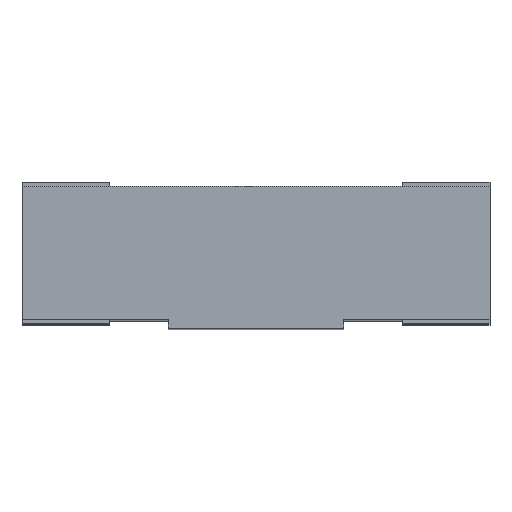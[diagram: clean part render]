
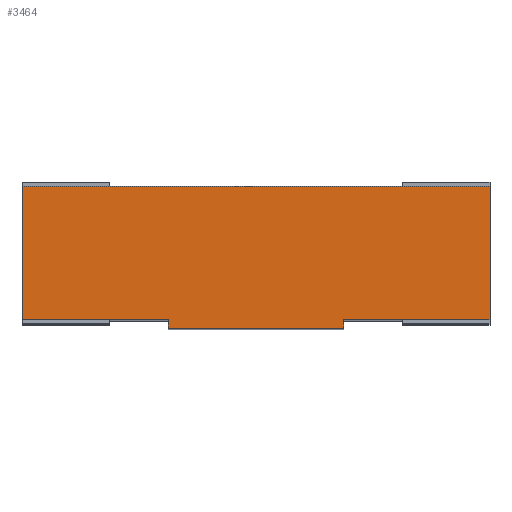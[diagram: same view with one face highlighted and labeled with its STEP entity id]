
A CAD part, top view. The second image highlights one B-rep face of the part: STEP entity #3464.
In plain terms, the highlighted planar face has unit normal (0, 0, 1).
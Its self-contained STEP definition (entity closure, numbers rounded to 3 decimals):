
#8 = VERTEX_POINT ( 'NONE', #1875 ) ;
#75 = ORIENTED_EDGE ( 'NONE', *, *, #2294, .T. ) ;
#125 = CARTESIAN_POINT ( 'NONE',  ( -0.3, -0.228, 3.2 ) ) ;
#215 = EDGE_CURVE ( 'NONE', #1721, #1488, #858, .T. ) ;
#270 = DIRECTION ( 'NONE',  ( 0., -1., 0. ) ) ;
#271 = ORIENTED_EDGE ( 'NONE', *, *, #215, .T. ) ;
#429 = ORIENTED_EDGE ( 'NONE', *, *, #3173, .T. ) ;
#495 = CARTESIAN_POINT ( 'NONE',  ( 0.3, -0.258, 3.2 ) ) ;
#619 = ORIENTED_EDGE ( 'NONE', *, *, #1751, .T. ) ;
#858 = LINE ( 'NONE', #3341, #3657 ) ;
#910 = LINE ( 'NONE', #2609, #2598 ) ;
#951 = LINE ( 'NONE', #3032, #4232 ) ;
#964 = LINE ( 'NONE', #3452, #3703 ) ;
#984 = EDGE_CURVE ( 'NONE', #3999, #2764, #964, .T. ) ;
#1072 = LINE ( 'NONE', #3880, #2374 ) ;
#1076 = VERTEX_POINT ( 'NONE', #4469 ) ;
#1313 = ORIENTED_EDGE ( 'NONE', *, *, #4380, .T. ) ;
#1370 = VECTOR ( 'NONE', #3329, 1000. ) ;
#1402 = CARTESIAN_POINT ( 'NONE',  ( 0.8, -0.228, 3.2 ) ) ;
#1488 = VERTEX_POINT ( 'NONE', #125 ) ;
#1626 = ORIENTED_EDGE ( 'NONE', *, *, #3163, .F. ) ;
#1689 = DIRECTION ( 'NONE',  ( -1., 0., 0. ) ) ;
#1700 = ORIENTED_EDGE ( 'NONE', *, *, #984, .F. ) ;
#1721 = VERTEX_POINT ( 'NONE', #4209 ) ;
#1751 = EDGE_CURVE ( 'NONE', #1488, #2764, #1072, .T. ) ;
#1875 = CARTESIAN_POINT ( 'NONE',  ( -0.8, 0.228, 3.2 ) ) ;
#1953 = DIRECTION ( 'NONE',  ( 0., 1., 0. ) ) ;
#1966 = CARTESIAN_POINT ( 'NONE',  ( 0.3, -0.228, 3.2 ) ) ;
#2044 = EDGE_LOOP ( 'NONE', ( #75, #2229, #429, #271, #619, #1700, #1626, #1313 ) ) ;
#2229 = ORIENTED_EDGE ( 'NONE', *, *, #4029, .T. ) ;
#2294 = EDGE_CURVE ( 'NONE', #2684, #3086, #3631, .T. ) ;
#2320 = CARTESIAN_POINT ( 'NONE',  ( 0.8, -0.228, 3.2 ) ) ;
#2374 = VECTOR ( 'NONE', #2916, 1000. ) ;
#2397 = PLANE ( 'NONE',  #2947 ) ;
#2553 = VECTOR ( 'NONE', #4418, 1000. ) ;
#2598 = VECTOR ( 'NONE', #3353, 1000. ) ;
#2609 = CARTESIAN_POINT ( 'NONE',  ( 0.8, 0.228, 3.2 ) ) ;
#2684 = VERTEX_POINT ( 'NONE', #1402 ) ;
#2764 = VERTEX_POINT ( 'NONE', #3507 ) ;
#2916 = DIRECTION ( 'NONE',  ( 0., -1., 0. ) ) ;
#2942 = DIRECTION ( 'NONE',  ( 1., 0., 0. ) ) ;
#2947 = AXIS2_PLACEMENT_3D ( 'NONE', #3752, #3050, #4130 ) ;
#3013 = FACE_OUTER_BOUND ( 'NONE', #2044, .T. ) ;
#3032 = CARTESIAN_POINT ( 'NONE',  ( -0.8, 0.228, 3.2 ) ) ;
#3050 = DIRECTION ( 'NONE',  ( 0., 0., 1. ) ) ;
#3086 = VERTEX_POINT ( 'NONE', #4352 ) ;
#3163 = EDGE_CURVE ( 'NONE', #1076, #3999, #3579, .T. ) ;
#3173 = EDGE_CURVE ( 'NONE', #8, #1721, #951, .T. ) ;
#3329 = DIRECTION ( 'NONE',  ( 1., 0., 0. ) ) ;
#3341 = CARTESIAN_POINT ( 'NONE',  ( -0.8, -0.228, 3.2 ) ) ;
#3353 = DIRECTION ( 'NONE',  ( -1., 0., 0. ) ) ;
#3452 = CARTESIAN_POINT ( 'NONE',  ( 0.3, -0.258, 3.2 ) ) ;
#3464 = ADVANCED_FACE ( 'NONE', ( #3013 ), #2397, .T. ) ;
#3507 = CARTESIAN_POINT ( 'NONE',  ( -0.3, -0.258, 3.2 ) ) ;
#3579 = LINE ( 'NONE', #4088, #2553 ) ;
#3587 = VECTOR ( 'NONE', #1953, 1000. ) ;
#3631 = LINE ( 'NONE', #2320, #3587 ) ;
#3657 = VECTOR ( 'NONE', #2942, 1000. ) ;
#3703 = VECTOR ( 'NONE', #1689, 1000. ) ;
#3752 = CARTESIAN_POINT ( 'NONE',  ( 0., 0., 3.2 ) ) ;
#3880 = CARTESIAN_POINT ( 'NONE',  ( -0.3, -0.228, 3.2 ) ) ;
#3999 = VERTEX_POINT ( 'NONE', #495 ) ;
#4029 = EDGE_CURVE ( 'NONE', #3086, #8, #910, .T. ) ;
#4088 = CARTESIAN_POINT ( 'NONE',  ( 0.3, -0.228, 3.2 ) ) ;
#4130 = DIRECTION ( 'NONE',  ( 1., 0., 0. ) ) ;
#4209 = CARTESIAN_POINT ( 'NONE',  ( -0.8, -0.228, 3.2 ) ) ;
#4232 = VECTOR ( 'NONE', #270, 1000. ) ;
#4323 = LINE ( 'NONE', #1966, #1370 ) ;
#4352 = CARTESIAN_POINT ( 'NONE',  ( 0.8, 0.228, 3.2 ) ) ;
#4380 = EDGE_CURVE ( 'NONE', #1076, #2684, #4323, .T. ) ;
#4418 = DIRECTION ( 'NONE',  ( 0., -1., 0. ) ) ;
#4469 = CARTESIAN_POINT ( 'NONE',  ( 0.3, -0.228, 3.2 ) ) ;
